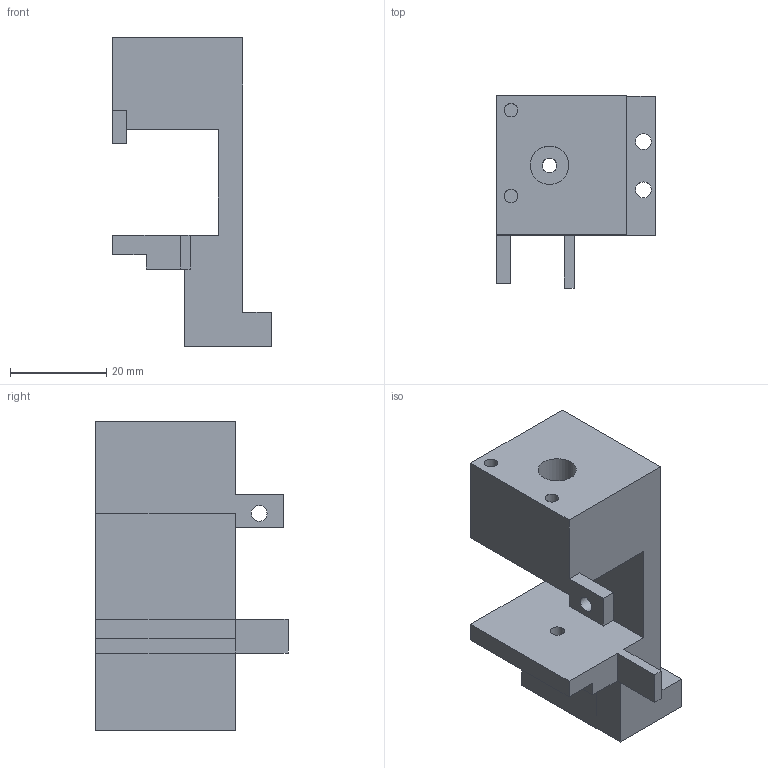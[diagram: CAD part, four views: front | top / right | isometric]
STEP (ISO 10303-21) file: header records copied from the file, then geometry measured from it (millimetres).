
FILE_DESCRIPTION(/* description */ (''),/* implementation_level */ '2;1');
FILE_NAME(/* name */ 'XY_support_right.step',/* time_stamp */ '2023-03-16T20:42:14+01:00',/* author */ (''),/* organization */ (''),/* preprocessor_version */ 'ST-DEVELOPER v19.2',/* originating_system */ 'Autodesk Translation Framework v11.17.0.187',/* authorisation */ '');
FILE_SCHEMA (('AUTOMOTIVE_DESIGN { 1 0 10303 214 3 1 1 }'));
Length unit declared in the file: millimetre
Products named in the file (1): XY_support_right
Bounding box: 33 x 39.9 x 64 mm (x, y, z)
Volume: 26454.7 mm3; surface area: 11018.4 mm2
Topology: 1 solids, 1 shells, 40 faces, 107 edges, 71 vertices
Faces by surface type: plane 32, cylinder 8
Full cylindrical faces by diameter (mm): 2.8 x2, 3 x2, 3.3 x3, 8 x1
Entity records: 1300 total; most frequent: CARTESIAN_POINT 219, ORIENTED_EDGE 214, DIRECTION 205, EDGE_CURVE 107, LINE 91, VECTOR 91, VERTEX_POINT 71, AXIS2_PLACEMENT_3D 57
